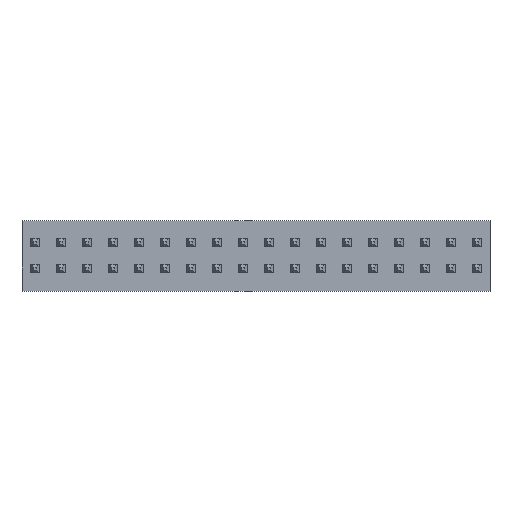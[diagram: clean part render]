
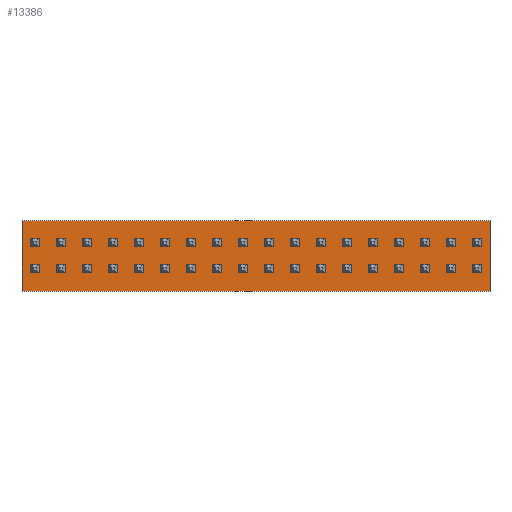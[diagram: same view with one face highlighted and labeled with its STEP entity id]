
A CAD part, top view. The second image highlights one B-rep face of the part: STEP entity #13386.
In plain terms, the highlighted face is planar.
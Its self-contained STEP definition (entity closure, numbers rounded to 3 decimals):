
#13254 = EDGE_CURVE('',#13255,#13257,#13259,.T.);
#13255 = VERTEX_POINT('',#13256);
#13256 = CARTESIAN_POINT('',(-11.43,1.778,-1.715));
#13257 = VERTEX_POINT('',#13258);
#13258 = CARTESIAN_POINT('',(-11.43,1.778,1.715));
#13259 = LINE('',#13260,#13261);
#13260 = CARTESIAN_POINT('',(-11.43,1.778,-1.715));
#13261 = VECTOR('',#13262,1.);
#13262 = DIRECTION('',(0.,0.,1.));
#13294 = EDGE_CURVE('',#13257,#13295,#13297,.T.);
#13295 = VERTEX_POINT('',#13296);
#13296 = CARTESIAN_POINT('',(11.43,1.778,1.715));
#13297 = LINE('',#13298,#13299);
#13298 = CARTESIAN_POINT('',(-11.43,1.778,1.715));
#13299 = VECTOR('',#13300,1.);
#13300 = DIRECTION('',(1.,0.,0.));
#13325 = EDGE_CURVE('',#13295,#13326,#13328,.T.);
#13326 = VERTEX_POINT('',#13327);
#13327 = CARTESIAN_POINT('',(11.43,1.778,-1.715));
#13328 = LINE('',#13329,#13330);
#13329 = CARTESIAN_POINT('',(11.43,1.778,1.715));
#13330 = VECTOR('',#13331,1.);
#13331 = DIRECTION('',(0.,0.,-1.));
#13356 = EDGE_CURVE('',#13326,#13255,#13357,.T.);
#13357 = LINE('',#13358,#13359);
#13358 = CARTESIAN_POINT('',(11.43,1.778,-1.715));
#13359 = VECTOR('',#13360,1.);
#13360 = DIRECTION('',(-1.,0.,0.));
#13386 = ADVANCED_FACE('',(#13387),#13393,.T.);
#13387 = FACE_BOUND('',#13388,.T.);
#13388 = EDGE_LOOP('',(#13389,#13390,#13391,#13392));
#13389 = ORIENTED_EDGE('',*,*,#13254,.T.);
#13390 = ORIENTED_EDGE('',*,*,#13294,.T.);
#13391 = ORIENTED_EDGE('',*,*,#13325,.T.);
#13392 = ORIENTED_EDGE('',*,*,#13356,.T.);
#13393 = PLANE('',#13394);
#13394 = AXIS2_PLACEMENT_3D('',#13395,#13396,#13397);
#13395 = CARTESIAN_POINT('',(0.,1.778,0.));
#13396 = DIRECTION('',(0.,1.,0.));
#13397 = DIRECTION('',(0.,-0.,1.));
